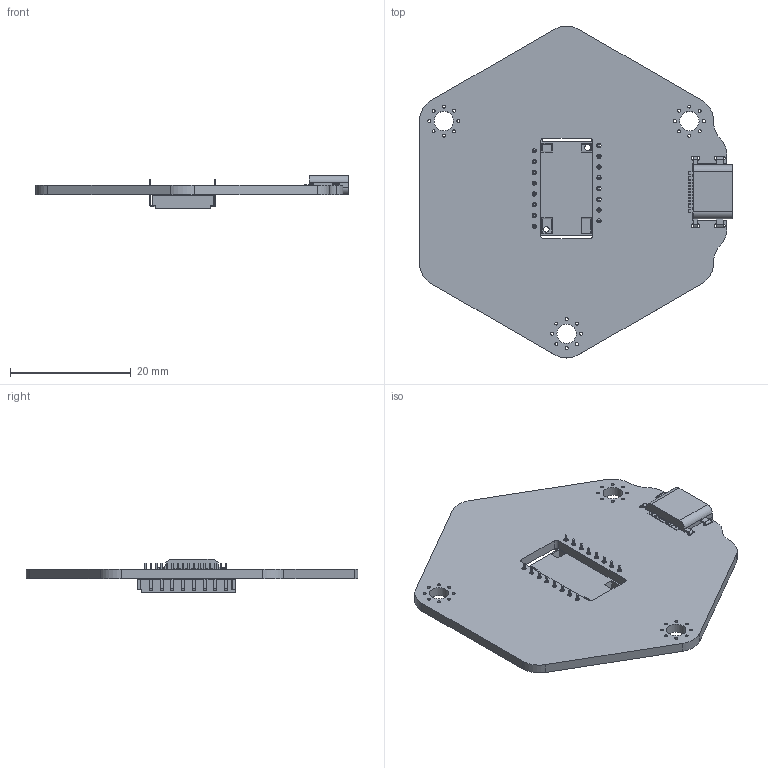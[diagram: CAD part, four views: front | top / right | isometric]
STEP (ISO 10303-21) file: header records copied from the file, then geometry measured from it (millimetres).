
FILE_DESCRIPTION(('KiCad electronic assembly'),'2;1');
FILE_NAME('hextrack-3D.step','2025-01-09T03:24:44',('Pcbnew'),('Kicad'), 'Open CASCADE STEP processor 7.6','KiCad to STEP converter','Unknown' );
FILE_SCHEMA(('AUTOMOTIVE_DESIGN { 1 0 10303 214 1 1 1 1 }'));
Length unit declared in the file: millimetre
Products named in the file (6): hextrack-3D 1; USB_C_16P_CB0.8_073; USB-C-C168688 v2; PixArt_PMW3389DM-T3QU; Chip; kibot_jfa33w4f_PCB
Assembly tree (5 placements, depth 3):
  hextrack-3D 1
    USB_C_16P_CB0.8_073
      USB-C-C168688 v2
    PixArt_PMW3389DM-T3QU
      Chip
    kibot_jfa33w4f_PCB
Bounding box: 51.72 x 54.89 x 5.48 mm (x, y, z)
Volume: 3363.7 mm3; surface area: 5166.2 mm2
Topology: 19 solids, 19 shells, 479 faces, 1260 edges, 840 vertices
Faces by surface type: plane 367, cylinder 112
Full cylindrical faces by diameter (mm): 0.5 x25, 0.7 x16, 0.9 x1, 1 x1, 3.2 x3
Entity records: 15575 total; most frequent: CARTESIAN_POINT 2585, ORIENTED_EDGE 2520, DIRECTION 2454, EDGE_CURVE 1260, LINE 1036, VECTOR 1036, VERTEX_POINT 840, AXIS2_PLACEMENT_3D 709
